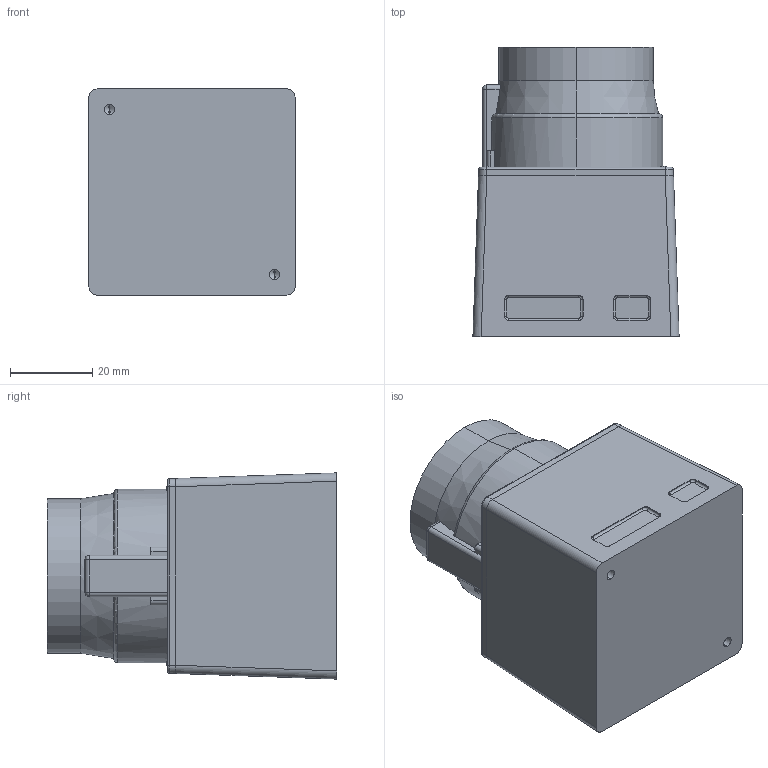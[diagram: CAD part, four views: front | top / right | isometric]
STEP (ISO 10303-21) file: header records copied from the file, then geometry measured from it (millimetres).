
FILE_DESCRIPTION (( 'STEP AP214' ), '1' );
FILE_NAME ('User Library-Hokuyo_Detailed.STEP', '2020-12-02T15:57:24', ( '' ), ( '' ), 'SwSTEP 2.0', 'SolidWorks 2020', '' );
FILE_SCHEMA (( 'AUTOMOTIVE_DESIGN' ));
Length unit declared in the file: millimetre
Products named in the file (1): User Library-Hokuyo_Detailed
Bounding box: 50 x 70.1 x 50 mm (x, y, z)
Volume: 133194.9 mm3; surface area: 16277.3 mm2
Topology: 1 solids, 1 shells, 323 faces, 837 edges, 538 vertices
Faces by surface type: plane 181, cylinder 70, bspline 41, torus 15, sphere 10, cone 6
Entity records: 15232 total; most frequent: CARTESIAN_POINT 4670, ORIENTED_EDGE 1662, DIRECTION 1487, EDGE_CURVE 831, VERTEX_POINT 538, LINE 517, VECTOR 517, AXIS2_PLACEMENT_3D 485
